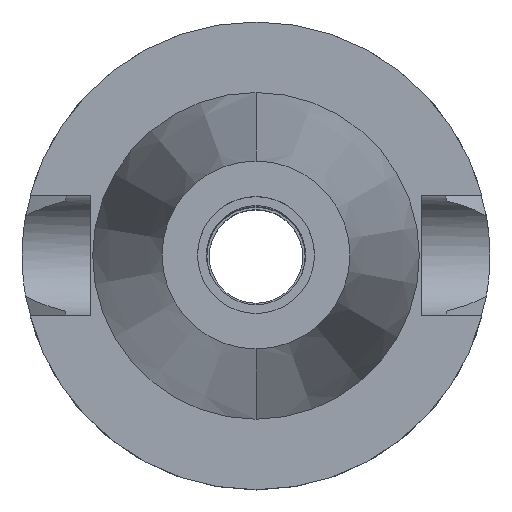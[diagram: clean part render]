
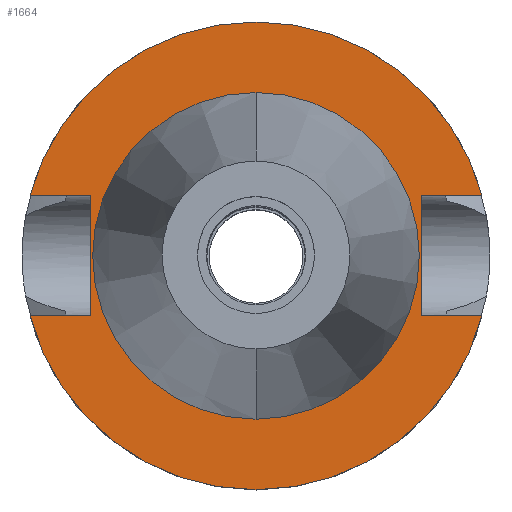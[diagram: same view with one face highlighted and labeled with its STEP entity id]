
A CAD part, top view. The second image highlights one B-rep face of the part: STEP entity #1664.
In plain terms, the highlighted planar face has unit normal (0, 0, 1).
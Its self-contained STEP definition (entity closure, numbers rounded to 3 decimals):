
#584=DIRECTION('',(1.,0.,0.));
#585=VECTOR('',#584,12.921);
#586=CARTESIAN_POINT('',(35.4,12.85,-1.5));
#587=LINE('',#586,#585);
#631=DIRECTION('',(0.,1.,0.));
#632=VECTOR('',#631,25.7);
#633=CARTESIAN_POINT('',(-35.4,-12.85,-1.5));
#634=LINE('',#633,#632);
#638=DIRECTION('',(-1.,0.,0.));
#639=VECTOR('',#638,12.921);
#640=CARTESIAN_POINT('',(-35.4,12.85,-1.5));
#641=LINE('',#640,#639);
#645=CARTESIAN_POINT('',(0.,0.,-1.5));
#646=DIRECTION('',(0.,0.,-1.));
#647=DIRECTION('',(-0.966,0.257,0.));
#648=AXIS2_PLACEMENT_3D('',#645,#646,#647);
#653=CARTESIAN_POINT('',(0.,0.,-1.5));
#654=DIRECTION('',(0.,0.,-1.));
#655=DIRECTION('',(0.,1.,0.));
#656=AXIS2_PLACEMENT_3D('',#653,#654,#655);
#661=DIRECTION('',(0.,-1.,0.));
#662=VECTOR('',#661,25.7);
#663=CARTESIAN_POINT('',(35.4,12.85,-1.5));
#664=LINE('',#663,#662);
#668=DIRECTION('',(1.,0.,0.));
#669=VECTOR('',#668,12.921);
#670=CARTESIAN_POINT('',(35.4,-12.85,-1.5));
#671=LINE('',#670,#669);
#675=CARTESIAN_POINT('',(0.,0.,-1.5));
#676=DIRECTION('',(0.,0.,-1.));
#677=DIRECTION('',(0.966,-0.257,0.));
#678=AXIS2_PLACEMENT_3D('',#675,#676,#677);
#683=CARTESIAN_POINT('',(0.,0.,-1.5));
#684=DIRECTION('',(0.,0.,-1.));
#685=DIRECTION('',(0.,-1.,0.));
#686=AXIS2_PLACEMENT_3D('',#683,#684,#685);
#691=CARTESIAN_POINT('',(0.,0.,-1.5));
#692=DIRECTION('',(0.,0.,1.));
#693=DIRECTION('',(0.,-1.,0.));
#694=AXIS2_PLACEMENT_3D('',#691,#692,#693);
#699=CARTESIAN_POINT('',(0.,0.,-1.5));
#700=DIRECTION('',(0.,0.,1.));
#701=DIRECTION('',(0.,1.,0.));
#702=AXIS2_PLACEMENT_3D('',#699,#700,#701);
#737=DIRECTION('',(-1.,0.,0.));
#738=VECTOR('',#737,12.921);
#739=CARTESIAN_POINT('',(-35.4,-12.85,-1.5));
#740=LINE('',#739,#738);
#1083=CARTESIAN_POINT('',(-35.4,-12.85,-1.5));
#1084=VERTEX_POINT('',#1083);
#1085=CARTESIAN_POINT('',(-48.321,-12.85,-1.5));
#1086=VERTEX_POINT('',#1085);
#1089=CARTESIAN_POINT('',(-35.4,12.85,-1.5));
#1090=VERTEX_POINT('',#1089);
#1091=CARTESIAN_POINT('',(-48.321,12.85,-1.5));
#1092=VERTEX_POINT('',#1091);
#1093=CARTESIAN_POINT('',(0.,50.,-1.5));
#1094=CARTESIAN_POINT('',(48.321,12.85,-1.5));
#1095=VERTEX_POINT('',#1093);
#1096=VERTEX_POINT('',#1094);
#1097=CARTESIAN_POINT('',(35.4,12.85,-1.5));
#1098=VERTEX_POINT('',#1097);
#1099=CARTESIAN_POINT('',(35.4,-12.85,-1.5));
#1100=VERTEX_POINT('',#1099);
#1101=CARTESIAN_POINT('',(48.321,-12.85,-1.5));
#1102=VERTEX_POINT('',#1101);
#1103=CARTESIAN_POINT('',(0.,-50.,-1.5));
#1104=VERTEX_POINT('',#1103);
#1105=CARTESIAN_POINT('',(0.,-34.925,-1.5));
#1106=CARTESIAN_POINT('',(0.,34.925,-1.5));
#1107=VERTEX_POINT('',#1105);
#1108=VERTEX_POINT('',#1106);
#1633=CARTESIAN_POINT('',(0.,0.,-1.5));
#1634=DIRECTION('',(0.,0.,-1.));
#1635=DIRECTION('',(0.,-1.,0.));
#1636=AXIS2_PLACEMENT_3D('',#1633,#1634,#1635);
#1637=PLANE('',#1636);
#1639=ORIENTED_EDGE('',*,*,#1638,.T.);
#1641=ORIENTED_EDGE('',*,*,#1640,.T.);
#1643=ORIENTED_EDGE('',*,*,#1642,.T.);
#1645=ORIENTED_EDGE('',*,*,#1644,.T.);
#1646=ORIENTED_EDGE('',*,*,#1609,.F.);
#1647=ORIENTED_EDGE('',*,*,#1623,.T.);
#1649=ORIENTED_EDGE('',*,*,#1648,.T.);
#1651=ORIENTED_EDGE('',*,*,#1650,.T.);
#1653=ORIENTED_EDGE('',*,*,#1652,.T.);
#1655=ORIENTED_EDGE('',*,*,#1654,.F.);
#1656=EDGE_LOOP('',(#1639,#1641,#1643,#1645,#1646,#1647,#1649,#1651,#1653,
#1655));
#1657=FACE_OUTER_BOUND('',#1656,.F.);
#1659=ORIENTED_EDGE('',*,*,#1658,.T.);
#1661=ORIENTED_EDGE('',*,*,#1660,.T.);
#1662=EDGE_LOOP('',(#1659,#1661));
#1663=FACE_BOUND('',#1662,.F.);
#649=CIRCLE('',#648,50.);
#657=CIRCLE('',#656,50.);
#679=CIRCLE('',#678,50.);
#687=CIRCLE('',#686,50.);
#695=CIRCLE('',#694,34.925);
#703=CIRCLE('',#702,34.925);
#1609=EDGE_CURVE('',#1098,#1096,#587,.T.);
#1623=EDGE_CURVE('',#1098,#1100,#664,.T.);
#1638=EDGE_CURVE('',#1084,#1090,#634,.T.);
#1640=EDGE_CURVE('',#1090,#1092,#641,.T.);
#1642=EDGE_CURVE('',#1092,#1095,#649,.T.);
#1644=EDGE_CURVE('',#1095,#1096,#657,.T.);
#1648=EDGE_CURVE('',#1100,#1102,#671,.T.);
#1650=EDGE_CURVE('',#1102,#1104,#679,.T.);
#1652=EDGE_CURVE('',#1104,#1086,#687,.T.);
#1654=EDGE_CURVE('',#1084,#1086,#740,.T.);
#1658=EDGE_CURVE('',#1107,#1108,#695,.T.);
#1660=EDGE_CURVE('',#1108,#1107,#703,.T.);
#1664=ADVANCED_FACE('',(#1657,#1663),#1637,.F.);
